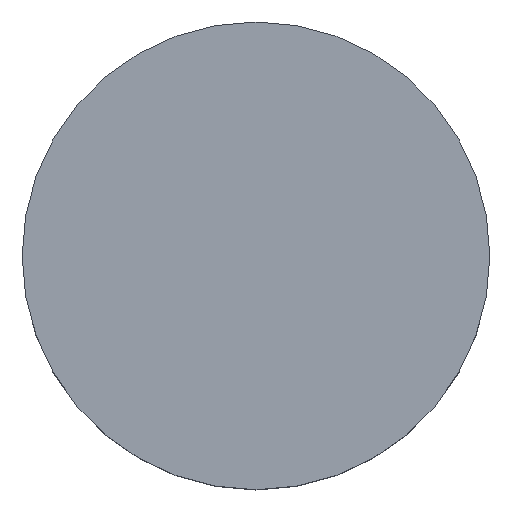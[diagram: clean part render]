
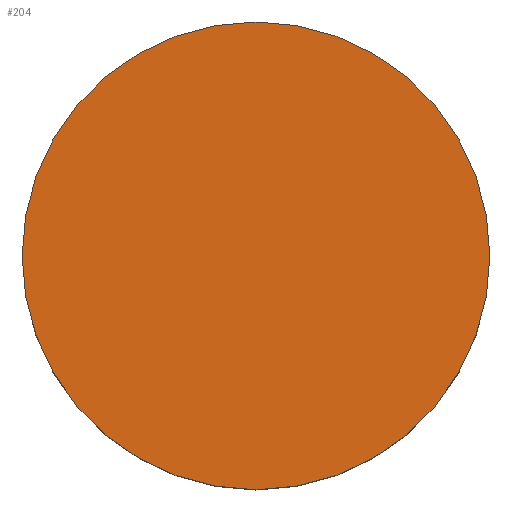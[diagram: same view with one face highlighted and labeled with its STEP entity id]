
A CAD part, top view. The second image highlights one B-rep face of the part: STEP entity #204.
In plain terms, the highlighted planar face has unit normal (0, 0, 1).
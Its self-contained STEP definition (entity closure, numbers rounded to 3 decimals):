
#8 = CARTESIAN_POINT ( 'NONE',  ( 0., 0., 45. ) ) ;
#10 = DIRECTION ( 'NONE',  ( 0., 0., 1. ) ) ;
#100 = CARTESIAN_POINT ( 'NONE',  ( 0., 0., 45. ) ) ;
#119 = VERTEX_POINT ( 'NONE', #530 ) ;
#144 = CIRCLE ( 'NONE', #200, 7.5 ) ;
#200 = AXIS2_PLACEMENT_3D ( 'NONE', #391, #497, #393 ) ;
#203 = CARTESIAN_POINT ( 'NONE',  ( -7.5, 0., 45. ) ) ;
#204 = ADVANCED_FACE ( 'NONE', ( #586 ), #575, .T. ) ;
#206 = DIRECTION ( 'NONE',  ( 1., 0., 0. ) ) ;
#214 = VERTEX_POINT ( 'NONE', #203 ) ;
#249 = AXIS2_PLACEMENT_3D ( 'NONE', #8, #10, #591 ) ;
#254 = EDGE_LOOP ( 'NONE', ( #569, #582 ) ) ;
#305 = EDGE_CURVE ( 'NONE', #119, #214, #144, .T. ) ;
#349 = EDGE_CURVE ( 'NONE', #214, #119, #486, .T. ) ;
#391 = CARTESIAN_POINT ( 'NONE',  ( 0., 0., 45. ) ) ;
#393 = DIRECTION ( 'NONE',  ( 1., 0., 0. ) ) ;
#486 = CIRCLE ( 'NONE', #249, 7.5 ) ;
#497 = DIRECTION ( 'NONE',  ( 0., 0., 1. ) ) ;
#502 = DIRECTION ( 'NONE',  ( 0., 0., 1. ) ) ;
#530 = CARTESIAN_POINT ( 'NONE',  ( 7.5, 0., 45. ) ) ;
#569 = ORIENTED_EDGE ( 'NONE', *, *, #349, .T. ) ;
#575 = PLANE ( 'NONE',  #620 ) ;
#582 = ORIENTED_EDGE ( 'NONE', *, *, #305, .T. ) ;
#586 = FACE_OUTER_BOUND ( 'NONE', #254, .T. ) ;
#591 = DIRECTION ( 'NONE',  ( 1., 0., 0. ) ) ;
#620 = AXIS2_PLACEMENT_3D ( 'NONE', #100, #502, #206 ) ;
